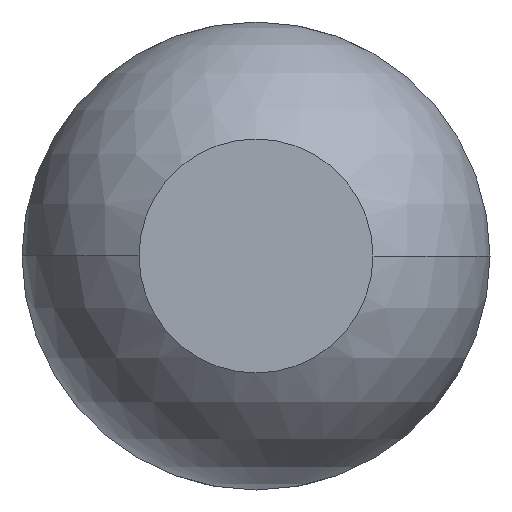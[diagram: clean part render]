
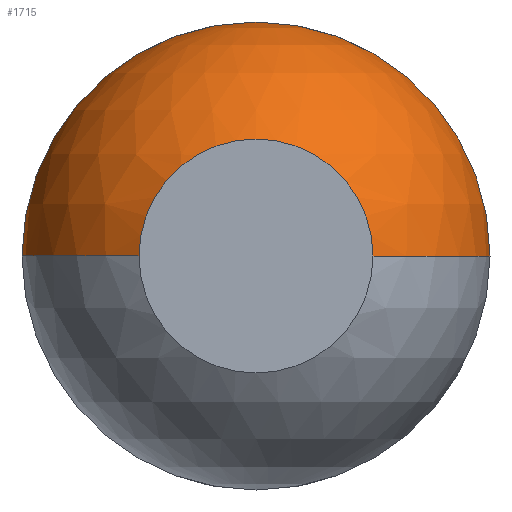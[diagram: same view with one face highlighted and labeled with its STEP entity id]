
A CAD part, front view. The second image highlights one B-rep face of the part: STEP entity #1715.
In plain terms, the highlighted spherical face has radius 0.5 mm.
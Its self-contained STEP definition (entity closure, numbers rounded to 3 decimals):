
#45 = AXIS2_PLACEMENT_3D ( 'NONE', #646, #307, #1533 ) ;
#101 = AXIS2_PLACEMENT_3D ( 'NONE', #3070, #1503, #255 ) ;
#255 = DIRECTION ( 'NONE',  ( 0., 0., -1. ) ) ;
#307 = DIRECTION ( 'NONE',  ( 0., 0., -1. ) ) ;
#515 = DIRECTION ( 'NONE',  ( 0., -1., 0. ) ) ;
#646 = CARTESIAN_POINT ( 'NONE',  ( 0., 0.433, 0. ) ) ;
#719 = CIRCLE ( 'NONE', #101, 0.5 ) ;
#772 = CARTESIAN_POINT ( 'NONE',  ( 0.5, 0.433, 0. ) ) ;
#857 = CIRCLE ( 'NONE', #45, 0.5 ) ;
#917 = AXIS2_PLACEMENT_3D ( 'NONE', #3798, #1642, #2230 ) ;
#961 = SPHERICAL_SURFACE ( 'NONE', #1086, 0.5 ) ;
#1014 = CIRCLE ( 'NONE', #3944, 0.5 ) ;
#1061 = FACE_OUTER_BOUND ( 'NONE', #3818, .T. ) ;
#1086 = AXIS2_PLACEMENT_3D ( 'NONE', #2991, #2960, #2355 ) ;
#1266 = ORIENTED_EDGE ( 'NONE', *, *, #2013, .F. ) ;
#1457 = ORIENTED_EDGE ( 'NONE', *, *, #1797, .T. ) ;
#1482 = DIRECTION ( 'NONE',  ( 0., 0., -1. ) ) ;
#1503 = DIRECTION ( 'NONE',  ( 0., -1., 0. ) ) ;
#1533 = DIRECTION ( 'NONE',  ( -1., 0., 0. ) ) ;
#1604 = ORIENTED_EDGE ( 'NONE', *, *, #2248, .T. ) ;
#1642 = DIRECTION ( 'NONE',  ( 0., -1., 0. ) ) ;
#1710 = VERTEX_POINT ( 'NONE', #772 ) ;
#1715 = ADVANCED_FACE ( 'Defeature ausgef�hrt2_2', ( #1061 ), #961, .T. ) ;
#1797 = EDGE_CURVE ( 'Defeature ausgef�hrt2_2+Defeature ausgef�hrt2_1+Defeature ausgef�hrt2_1+Defeature ausgef�hrt2_1', #3487, #2441, #719, .T. ) ;
#1879 = EDGE_CURVE ( 'NONE', #1710, #3091, #857, .T. ) ;
#1955 = VERTEX_POINT ( 'NONE', #2183 ) ;
#2013 = EDGE_CURVE ( 'Defeature ausgef�hrt2_8+Defeature ausgef�hrt2_2+Defeature ausgef�hrt2_2+Defeature ausgef�hrt2_2', #1955, #2429, #4048, .T. ) ;
#2020 = CARTESIAN_POINT ( 'NONE',  ( 0., 0.433, 0.5 ) ) ;
#2052 = DIRECTION ( 'NONE',  ( 0., 0., 1. ) ) ;
#2183 = CARTESIAN_POINT ( 'NONE',  ( 0., 0., 0.25 ) ) ;
#2230 = DIRECTION ( 'NONE',  ( 0., 0., -1. ) ) ;
#2248 = EDGE_CURVE ( 'NONE', #2441, #2429, #1014, .T. ) ;
#2355 = DIRECTION ( 'NONE',  ( 1., 0., 0. ) ) ;
#2416 = EDGE_CURVE ( 'Defeature ausgef�hrt2_8+Defeature ausgef�hrt2_2+Defeature ausgef�hrt2_2+Defeature ausgef�hrt2_2', #3091, #1955, #3208, .T. ) ;
#2429 = VERTEX_POINT ( 'NONE', #3975 ) ;
#2437 = CARTESIAN_POINT ( 'NONE',  ( 0., 0.433, 0. ) ) ;
#2441 = VERTEX_POINT ( 'NONE', #2488 ) ;
#2488 = CARTESIAN_POINT ( 'NONE',  ( -0.5, 0.433, 0. ) ) ;
#2541 = AXIS2_PLACEMENT_3D ( 'NONE', #2437, #3374, #1482 ) ;
#2785 = ORIENTED_EDGE ( 'NONE', *, *, #2416, .F. ) ;
#2960 = DIRECTION ( 'NONE',  ( 0., 0., 1. ) ) ;
#2982 = DIRECTION ( 'NONE',  ( 1., 0., 0. ) ) ;
#2991 = CARTESIAN_POINT ( 'NONE',  ( 0., 0.433, 0. ) ) ;
#3050 = DIRECTION ( 'NONE',  ( 0., 0., -1. ) ) ;
#3070 = CARTESIAN_POINT ( 'NONE',  ( 0., 0.433, 0. ) ) ;
#3077 = ORIENTED_EDGE ( 'NONE', *, *, #1879, .F. ) ;
#3091 = VERTEX_POINT ( 'NONE', #3215 ) ;
#3208 = CIRCLE ( 'NONE', #3379, 0.25 ) ;
#3215 = CARTESIAN_POINT ( 'NONE',  ( 0.25, 0., 0. ) ) ;
#3246 = EDGE_CURVE ( 'Defeature ausgef�hrt2_2+Defeature ausgef�hrt2_1+Defeature ausgef�hrt2_1+Defeature ausgef�hrt2_1', #1710, #3487, #4040, .T. ) ;
#3306 = CARTESIAN_POINT ( 'NONE',  ( 0., 0.433, 0. ) ) ;
#3374 = DIRECTION ( 'NONE',  ( 0., -1., 0. ) ) ;
#3379 = AXIS2_PLACEMENT_3D ( 'NONE', #3382, #515, #3050 ) ;
#3382 = CARTESIAN_POINT ( 'NONE',  ( 0., 0., 0. ) ) ;
#3487 = VERTEX_POINT ( 'NONE', #2020 ) ;
#3719 = ORIENTED_EDGE ( 'NONE', *, *, #3246, .T. ) ;
#3798 = CARTESIAN_POINT ( 'NONE',  ( 0., 0., 0. ) ) ;
#3818 = EDGE_LOOP ( 'NONE', ( #1457, #1604, #1266, #2785, #3077, #3719 ) ) ;
#3944 = AXIS2_PLACEMENT_3D ( 'NONE', #3306, #2052, #2982 ) ;
#3975 = CARTESIAN_POINT ( 'NONE',  ( -0.25, 0., 0. ) ) ;
#4040 = CIRCLE ( 'NONE', #2541, 0.5 ) ;
#4048 = CIRCLE ( 'NONE', #917, 0.25 ) ;
